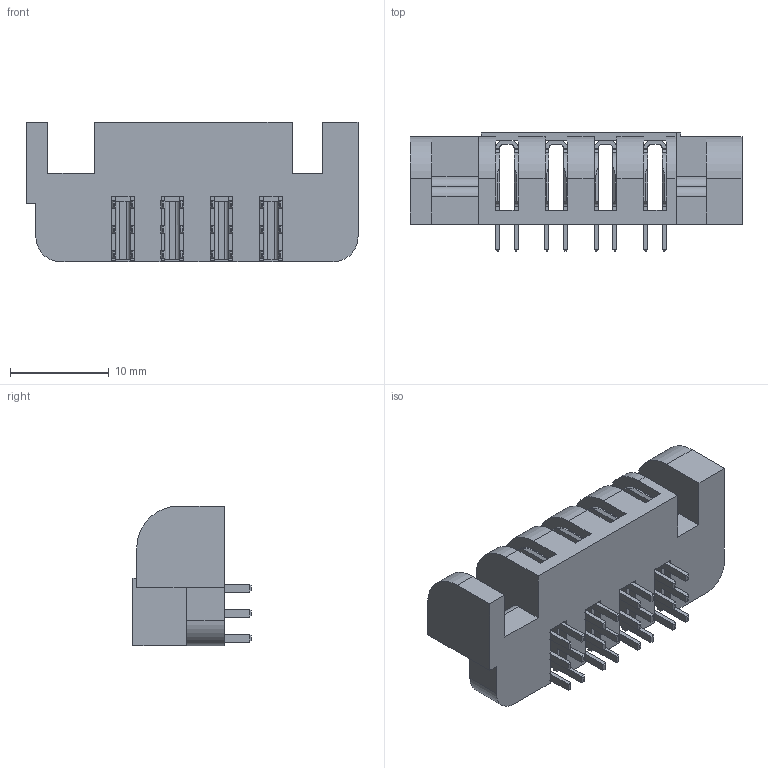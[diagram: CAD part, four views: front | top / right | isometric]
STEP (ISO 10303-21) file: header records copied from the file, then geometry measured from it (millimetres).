
FILE_DESCRIPTION( ( 'STEP AP214' ), ' ' );
FILE_NAME( 'FMPS-04-01-T-S-RA.stp', '2017-02-26T04:45:20', ( '' ), ( '' ), ' ', 'PARTsolutions', ' ' );
FILE_SCHEMA( ( 'AUTOMOTIVE_DESIGN { 1 0 10303 214 1 1 1 1 }' ) );
Length unit declared in the file: millimetre
Products named in the file (4): FMPS-04-01-T-S-RA; _FMPS-04-01-T-S-RA_t; _FMPS-04-01-T-S-RA_c; _FMPS-04-01-T-S-RA_p
Assembly tree (4 placements, depth 2):
  FMPS-04-01-T-S-RA
    _FMPS-04-01-T-S-RA_t
    _FMPS-04-01-T-S-RA_c  x2
    _FMPS-04-01-T-S-RA_p
Bounding box: 33.63 x 11.99 x 14.17 mm (x, y, z)
Volume: 2613.2 mm3; surface area: 4307.7 mm2
Topology: 2 solids, 2 shells, 525 faces, 1473 edges, 952 vertices
Faces by surface type: plane 424, cylinder 101
Entity records: 20935 total; most frequent: CARTESIAN_POINT 2954, ORIENTED_EDGE 2946, DIRECTION 2751, EDGE_CURVE 1473, LINE 1255, VECTOR 1255, VERTEX_POINT 950, AXIS2_PLACEMENT_3D 748
